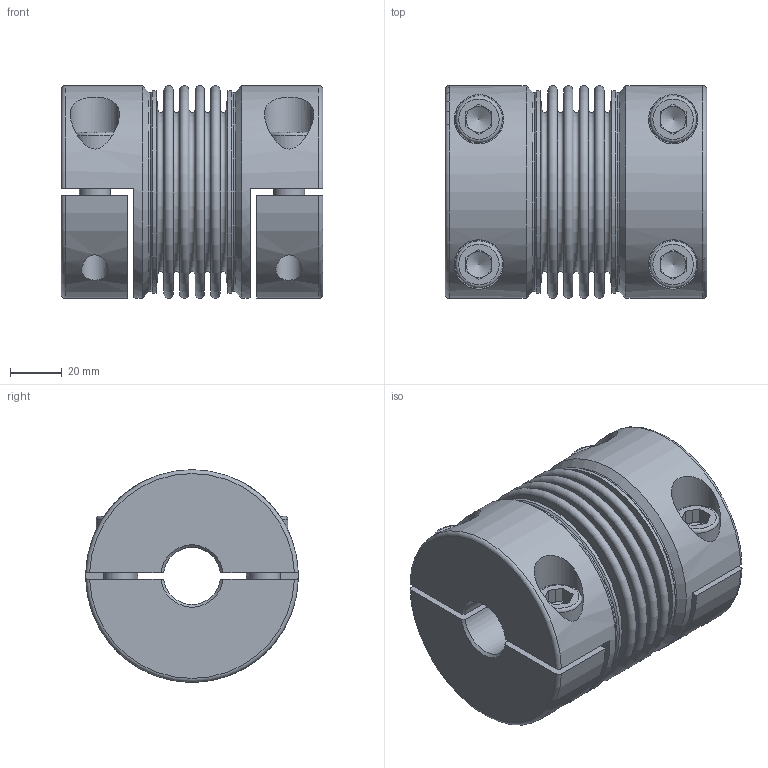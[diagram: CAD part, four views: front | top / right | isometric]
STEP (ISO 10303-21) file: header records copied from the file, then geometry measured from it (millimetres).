
FILE_DESCRIPTION( ( 'Unknown' ), '1' );
FILE_NAME( 'KGH-VA 200 - 4W.stp', 'Unknown', ( 'Unknown' ), ( 'Unknown' ), 'PSStep 10.1', 'Unknown', ' ' );
FILE_SCHEMA( ( 'AUTOMOTIVE_DESIGN { 1 0 10303 214 1 1 1 1 }' ) );
Length unit declared in the file: millimetre
Products named in the file (1): KT103585
Bounding box: 100.88 x 82 x 82 mm (x, y, z)
Volume: 309438.2 mm3; surface area: 117947.1 mm2
Topology: 1 solids, 1 shells, 192 faces, 433 edges, 279 vertices
Faces by surface type: plane 104, cylinder 36, torus 32, cone 20
Full cylindrical faces by diameter (mm): 10.106 x4, 12 x4, 12.5 x4, 18 x4, 19 x4, 76.8 x2, 78 x2, 82 x2
Entity records: 7168 total; most frequent: CARTESIAN_POINT 1679, DIRECTION 846, ORIENTED_EDGE 676, AXIS2_PLACEMENT_3D 351, EDGE_CURVE 338, EDGE_LOOP 298, VERTEX_POINT 252, FACE_OUTER_BOUND 244
